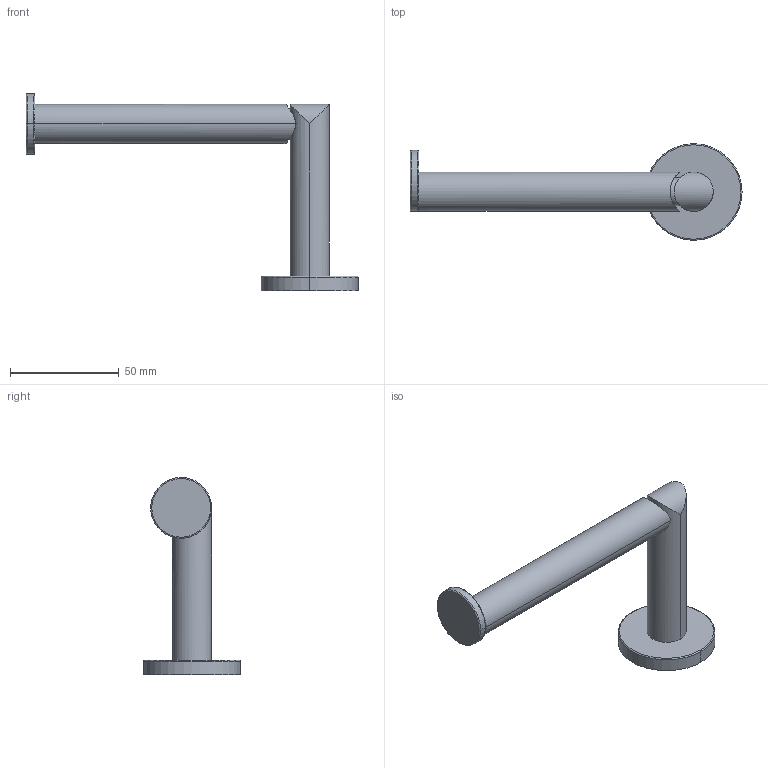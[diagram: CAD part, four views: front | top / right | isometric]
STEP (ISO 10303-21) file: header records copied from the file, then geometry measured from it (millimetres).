
FILE_DESCRIPTION((''),'2;1');
FILE_NAME('0206_','2021-01-29T15:31:15',('rsmith'),(''),'CREO PARAMETRIC BY PTC INC, 2018400','CREO PARAMETRIC BY PTC INC, 2018400','');
FILE_SCHEMA(('AUTOMOTIVE_DESIGN { 1 0 10303 214 1 1 1 1 }'));
Length unit declared in the file: inch
Products named in the file (1): 0206_
Bounding box: 152.66 x 44.45 x 90.6 mm (x, y, z)
Volume: 62221.4 mm3; surface area: 16954.9 mm2
Topology: 1 solids, 3 shells, 37 faces, 76 edges, 47 vertices
Faces by surface type: cylinder 21, plane 8, torus 6, cone 2
Entity records: 2659 total; most frequent: CARTESIAN_POINT 1386, DIRECTION 174, ORIENTED_EDGE 148, COLOUR_RGB 147, PRESENTATION_STYLE_ASSIGNMENT 83, AXIS2_PLACEMENT_3D 77, STYLED_ITEM 77, CURVE_STYLE 74
